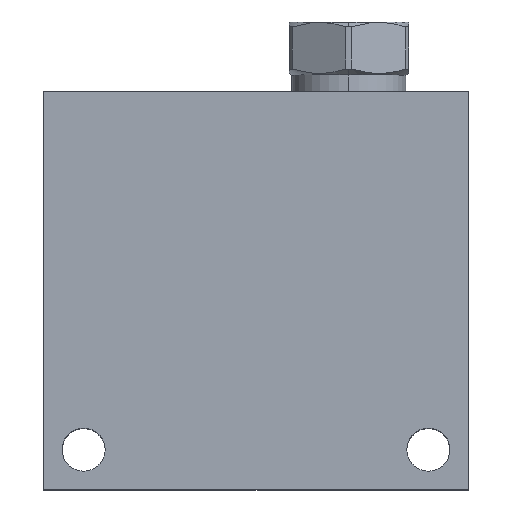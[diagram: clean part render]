
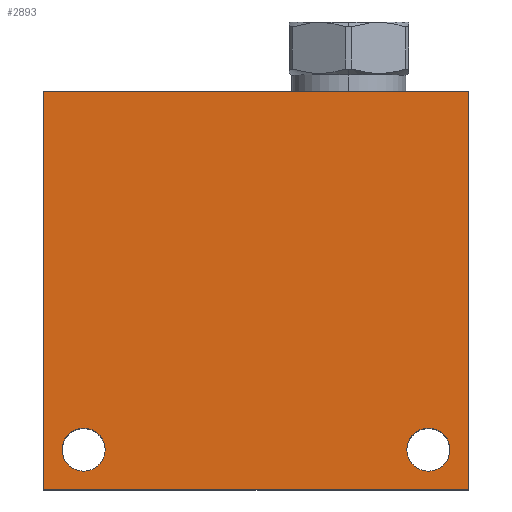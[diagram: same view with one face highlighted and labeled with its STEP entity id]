
A CAD part, top view. The second image highlights one B-rep face of the part: STEP entity #2893.
In plain terms, the highlighted planar face has unit normal (0, 0, 1).
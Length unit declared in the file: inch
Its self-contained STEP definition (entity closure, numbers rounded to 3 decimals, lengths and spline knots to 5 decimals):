
#143=DIRECTION('',(0.,-1.,0.));
#144=VECTOR('',#143,3.75);
#145=CARTESIAN_POINT('',(0.,0.,3.));
#146=LINE('',#145,#144);
#147=DIRECTION('',(-1.,0.,0.));
#148=VECTOR('',#147,4.);
#149=CARTESIAN_POINT('',(4.,0.,3.));
#150=LINE('',#149,#148);
#151=DIRECTION('',(0.,1.,0.));
#152=VECTOR('',#151,3.75);
#153=CARTESIAN_POINT('',(4.,-3.75,3.));
#154=LINE('',#153,#152);
#155=DIRECTION('',(1.,0.,0.));
#156=VECTOR('',#155,4.);
#157=CARTESIAN_POINT('',(0.,-3.75,3.));
#158=LINE('',#157,#156);
#159=CARTESIAN_POINT('',(0.375,-3.375,3.));
#160=DIRECTION('',(0.,0.,-1.));
#161=DIRECTION('',(-1.,0.,0.));
#162=AXIS2_PLACEMENT_3D('',#159,#160,#161);
#164=CARTESIAN_POINT('',(0.375,-3.375,3.));
#165=DIRECTION('',(0.,0.,-1.));
#166=DIRECTION('',(1.,0.,0.));
#167=AXIS2_PLACEMENT_3D('',#164,#165,#166);
#169=CARTESIAN_POINT('',(3.625,-3.375,3.));
#170=DIRECTION('',(0.,0.,-1.));
#171=DIRECTION('',(-1.,0.,0.));
#172=AXIS2_PLACEMENT_3D('',#169,#170,#171);
#174=CARTESIAN_POINT('',(3.625,-3.375,3.));
#175=DIRECTION('',(0.,0.,-1.));
#176=DIRECTION('',(1.,0.,0.));
#177=AXIS2_PLACEMENT_3D('',#174,#175,#176);
#2394=CARTESIAN_POINT('',(0.,0.,3.));
#2395=CARTESIAN_POINT('',(0.,-3.75,3.));
#2396=VERTEX_POINT('',#2394);
#2397=VERTEX_POINT('',#2395);
#2398=CARTESIAN_POINT('',(4.,-3.75,3.));
#2399=VERTEX_POINT('',#2398);
#2400=CARTESIAN_POINT('',(4.,0.,3.));
#2401=VERTEX_POINT('',#2400);
#2402=CARTESIAN_POINT('',(0.172,-3.375,3.));
#2403=CARTESIAN_POINT('',(0.578,-3.375,3.));
#2404=VERTEX_POINT('',#2402);
#2405=VERTEX_POINT('',#2403);
#2406=CARTESIAN_POINT('',(3.422,-3.375,3.));
#2407=CARTESIAN_POINT('',(3.828,-3.375,3.));
#2408=VERTEX_POINT('',#2406);
#2409=VERTEX_POINT('',#2407);
#2870=CARTESIAN_POINT('',(0.,0.,3.));
#2871=DIRECTION('',(0.,0.,1.));
#2872=DIRECTION('',(1.,0.,0.));
#2873=AXIS2_PLACEMENT_3D('',#2870,#2871,#2872);
#2874=PLANE('',#2873);
#2875=ORIENTED_EDGE('',*,*,#2768,.F.);
#2876=ORIENTED_EDGE('',*,*,#2807,.F.);
#2877=ORIENTED_EDGE('',*,*,#2833,.F.);
#2878=ORIENTED_EDGE('',*,*,#2858,.F.);
#2879=EDGE_LOOP('',(#2875,#2876,#2877,#2878));
#2880=FACE_OUTER_BOUND('',#2879,.F.);
#2882=ORIENTED_EDGE('',*,*,#2881,.F.);
#2884=ORIENTED_EDGE('',*,*,#2883,.F.);
#2885=EDGE_LOOP('',(#2882,#2884));
#2886=FACE_BOUND('',#2885,.F.);
#2888=ORIENTED_EDGE('',*,*,#2887,.F.);
#2890=ORIENTED_EDGE('',*,*,#2889,.F.);
#2891=EDGE_LOOP('',(#2888,#2890));
#2892=FACE_BOUND('',#2891,.F.);
#2893=ADVANCED_FACE('',(#2880,#2886,#2892),#2874,.T.);
#163=CIRCLE('',#162,0.203);
#168=CIRCLE('',#167,0.203);
#173=CIRCLE('',#172,0.203);
#178=CIRCLE('',#177,0.203);
#2768=EDGE_CURVE('',#2396,#2397,#146,.T.);
#2807=EDGE_CURVE('',#2401,#2396,#150,.T.);
#2833=EDGE_CURVE('',#2399,#2401,#154,.T.);
#2858=EDGE_CURVE('',#2397,#2399,#158,.T.);
#2881=EDGE_CURVE('',#2404,#2405,#163,.T.);
#2883=EDGE_CURVE('',#2405,#2404,#168,.T.);
#2887=EDGE_CURVE('',#2408,#2409,#173,.T.);
#2889=EDGE_CURVE('',#2409,#2408,#178,.T.);
